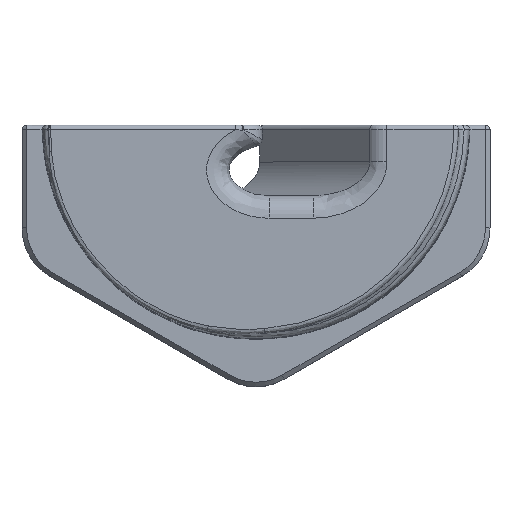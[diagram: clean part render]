
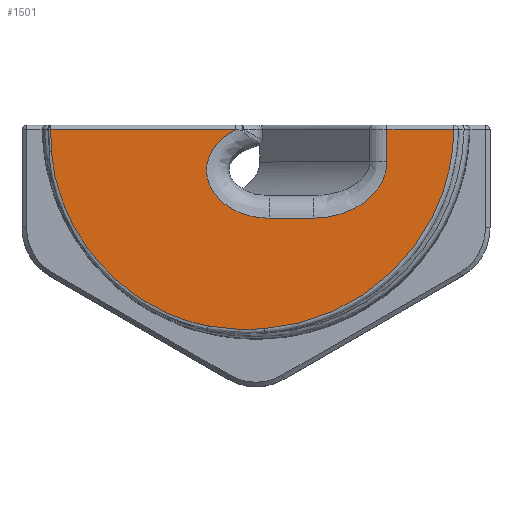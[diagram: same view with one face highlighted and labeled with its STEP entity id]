
A CAD part, top view. The second image highlights one B-rep face of the part: STEP entity #1501.
In plain terms, the highlighted planar face has unit normal (0, 0, 1).
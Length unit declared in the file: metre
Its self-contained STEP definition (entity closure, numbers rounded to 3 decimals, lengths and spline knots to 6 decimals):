
#31=ELLIPSE('',#1636,0.005548,0.00425);
#32=ELLIPSE('',#1637,0.006527,0.005);
#203=LINE('',#3931,#285);
#204=LINE('',#3952,#286);
#205=LINE('',#3954,#287);
#206=LINE('',#3958,#288);
#285=VECTOR('',#1847,1.);
#286=VECTOR('',#1848,1.);
#287=VECTOR('',#1849,1.);
#288=VECTOR('',#1852,1.);
#433=ORIENTED_EDGE('',*,*,#888,.T.);
#434=ORIENTED_EDGE('',*,*,#889,.T.);
#435=ORIENTED_EDGE('',*,*,#890,.T.);
#436=ORIENTED_EDGE('',*,*,#891,.T.);
#437=ORIENTED_EDGE('',*,*,#892,.T.);
#438=ORIENTED_EDGE('',*,*,#830,.T.);
#439=ORIENTED_EDGE('',*,*,#893,.T.);
#440=ORIENTED_EDGE('',*,*,#894,.T.);
#441=ORIENTED_EDGE('',*,*,#895,.T.);
#442=ORIENTED_EDGE('',*,*,#896,.T.);
#830=EDGE_CURVE('',#1060,#1059,#1184,.T.);
#888=EDGE_CURVE('',#1108,#1109,#31,.F.);
#889=EDGE_CURVE('',#1109,#1110,#203,.F.);
#890=EDGE_CURVE('',#1110,#1111,#1191,.T.);
#891=EDGE_CURVE('',#1111,#1112,#1192,.T.);
#892=EDGE_CURVE('',#1112,#1060,#1193,.T.);
#893=EDGE_CURVE('',#1059,#1113,#204,.F.);
#894=EDGE_CURVE('',#1113,#1114,#205,.F.);
#895=EDGE_CURVE('',#1114,#1115,#32,.F.);
#896=EDGE_CURVE('',#1115,#1108,#206,.F.);
#1059=VERTEX_POINT('',#3768);
#1060=VERTEX_POINT('',#3779);
#1108=VERTEX_POINT('',#3929);
#1109=VERTEX_POINT('',#3930);
#1110=VERTEX_POINT('',#3932);
#1111=VERTEX_POINT('',#3937);
#1112=VERTEX_POINT('',#3947);
#1113=VERTEX_POINT('',#3953);
#1114=VERTEX_POINT('',#3955);
#1115=VERTEX_POINT('',#3957);
#1184=B_SPLINE_CURVE_WITH_KNOTS('',3,(#3769,#3770,#3771,#3772,#3773,#3774,
#3775,#3776,#3777,#3778),.UNSPECIFIED.,.F.,.F.,(4,1,1,1,1,1,1,4),(0.,0.003354,
0.006708,0.010063,0.013417,0.020125,
0.02348,0.026834),.UNSPECIFIED.);
#1191=B_SPLINE_CURVE_WITH_KNOTS('',3,(#3933,#3934,#3935,#3936),
 .UNSPECIFIED.,.F.,.F.,(4,4),(0.083348,0.085297),
 .UNSPECIFIED.);
#1192=B_SPLINE_CURVE_WITH_KNOTS('',3,(#3938,#3939,#3940,#3941,#3942,#3943,
#3944,#3945,#3946),.UNSPECIFIED.,.F.,.F.,(4,1,1,1,1,1,4),(0.,0.002808,
0.005616,0.011231,0.016847,0.019655,
0.022463),.UNSPECIFIED.);
#1193=B_SPLINE_CURVE_WITH_KNOTS('',3,(#3948,#3949,#3950,#3951),
 .UNSPECIFIED.,.F.,.F.,(4,4),(0.,0.005027),.UNSPECIFIED.);
#1264=EDGE_LOOP('',(#433,#434,#435,#436,#437,#438,#439,#440,#441,#442));
#1369=FACE_BOUND('',#1264,.T.);
#1462=PLANE('',#1635);
#1501=ADVANCED_FACE('',(#1369),#1462,.T.);
#1635=AXIS2_PLACEMENT_3D('',#3927,#1843,#1844);
#1636=AXIS2_PLACEMENT_3D('',#3928,#1845,#1846);
#1637=AXIS2_PLACEMENT_3D('',#3956,#1850,#1851);
#1843=DIRECTION('',(0.,0.,1.));
#1844=DIRECTION('',(0.866,-0.5,0.));
#1845=DIRECTION('',(0.,0.,1.));
#1846=DIRECTION('',(1.,0.,0.));
#1847=DIRECTION('',(1.,0.,0.));
#1848=DIRECTION('',(1.,0.,0.));
#1849=DIRECTION('',(0.,1.,0.));
#1850=DIRECTION('',(0.,0.,1.));
#1851=DIRECTION('',(1.,0.,0.));
#1852=DIRECTION('',(1.,0.,0.));
#3768=CARTESIAN_POINT('',(0.017546,-0.0004,0.013));
#3769=CARTESIAN_POINT('',(0.000771,-0.018048,0.013));
#3770=CARTESIAN_POINT('',(0.001889,-0.017959,0.013));
#3771=CARTESIAN_POINT('',(0.004111,-0.017578,0.013));
#3772=CARTESIAN_POINT('',(0.007234,-0.016439,0.013));
#3773=CARTESIAN_POINT('',(0.01014,-0.014729,0.013));
#3774=CARTESIAN_POINT('',(0.013489,-0.011828,0.013));
#3775=CARTESIAN_POINT('',(0.01599,-0.007985,0.013));
#3776=CARTESIAN_POINT('',(0.017283,-0.003745,0.013));
#3777=CARTESIAN_POINT('',(0.01753,-0.001506,0.013));
#3778=CARTESIAN_POINT('',(0.017546,-0.0004,0.013));
#3779=CARTESIAN_POINT('',(0.000771,-0.018048,0.013));
#3927=CARTESIAN_POINT('',(0.,0.,0.013));
#3928=CARTESIAN_POINT('',(0.001165,-0.004,0.013));
#3929=CARTESIAN_POINT('',(0.001165,-0.00825,0.013));
#3930=CARTESIAN_POINT('',(-0.001784,-0.0004,0.013));
#3931=CARTESIAN_POINT('',(-0.018178,-0.0004,0.013));
#3932=CARTESIAN_POINT('',(-0.018194,-0.0004,0.013));
#3933=CARTESIAN_POINT('',(-0.018194,-0.0004,0.013));
#3934=CARTESIAN_POINT('',(-0.018212,-0.001051,0.013));
#3935=CARTESIAN_POINT('',(-0.018199,-0.001701,0.013));
#3936=CARTESIAN_POINT('',(-0.018156,-0.002351,0.013));
#3937=CARTESIAN_POINT('',(-0.018156,-0.002351,0.013));
#3938=CARTESIAN_POINT('',(-0.018156,-0.002351,0.013));
#3939=CARTESIAN_POINT('',(-0.018095,-0.003286,0.013));
#3940=CARTESIAN_POINT('',(-0.017763,-0.005134,0.013));
#3941=CARTESIAN_POINT('',(-0.016522,-0.008649,0.013));
#3942=CARTESIAN_POINT('',(-0.01396,-0.012581,0.013));
#3943=CARTESIAN_POINT('',(-0.010304,-0.015541,0.013));
#3944=CARTESIAN_POINT('',(-0.006968,-0.017126,0.013));
#3945=CARTESIAN_POINT('',(-0.00516,-0.017652,0.013));
#3946=CARTESIAN_POINT('',(-0.004236,-0.017811,0.013));
#3947=CARTESIAN_POINT('',(-0.004236,-0.017811,0.013));
#3948=CARTESIAN_POINT('',(-0.004236,-0.017811,0.013));
#3949=CARTESIAN_POINT('',(-0.002584,-0.018094,0.013));
#3950=CARTESIAN_POINT('',(-0.0009,-0.018183,0.013));
#3951=CARTESIAN_POINT('',(0.000771,-0.018048,0.013));
#3952=CARTESIAN_POINT('',(0.011608,-0.0004,0.013));
#3953=CARTESIAN_POINT('',(0.011608,-0.0004,0.013));
#3954=CARTESIAN_POINT('',(0.011608,-0.00325,0.013));
#3955=CARTESIAN_POINT('',(0.011608,-0.00325,0.013));
#3956=CARTESIAN_POINT('',(0.005081,-0.00325,0.013));
#3957=CARTESIAN_POINT('',(0.005081,-0.00825,0.013));
#3958=CARTESIAN_POINT('',(0.002843,-0.00825,0.013));
